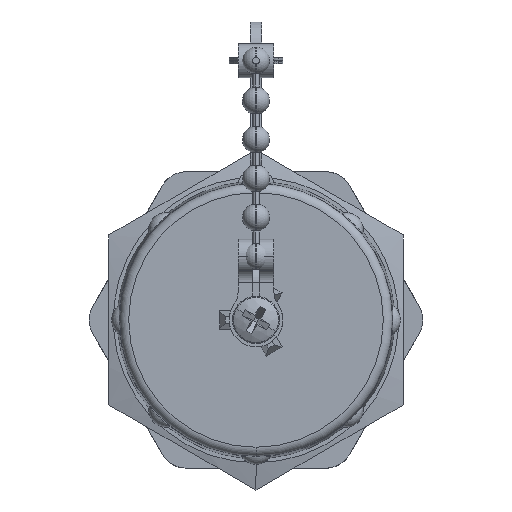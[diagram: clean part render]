
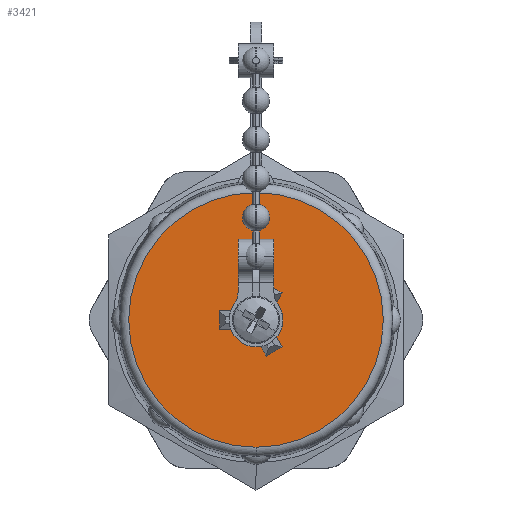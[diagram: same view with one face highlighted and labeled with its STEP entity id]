
A CAD part, left-side view. The second image highlights one B-rep face of the part: STEP entity #3421.
In plain terms, the highlighted face is planar.
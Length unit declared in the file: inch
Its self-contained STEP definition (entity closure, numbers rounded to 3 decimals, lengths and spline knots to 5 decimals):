
#493 = DIRECTION ( 'NONE',  ( 0., 0.5, -0.866 ) ) ;
#2146 = ORIENTED_EDGE ( 'NONE', *, *, #67368, .F. ) ;
#2168 = LINE ( 'NONE', #40689, #38815 ) ;
#2698 = CARTESIAN_POINT ( 'NONE',  ( 0.63, 0., -0.0875 ) ) ;
#3421 = ADVANCED_FACE ( 'NONE', ( #15067, #27884 ), #35788, .T. ) ;
#3686 = VERTEX_POINT ( 'NONE', #7974 ) ;
#3930 = VERTEX_POINT ( 'NONE', #11739 ) ;
#4281 = EDGE_LOOP ( 'NONE', ( #69427, #67071 ) ) ;
#4388 = EDGE_CURVE ( 'NONE', #22426, #69565, #37879, .T. ) ;
#4751 = CIRCLE ( 'NONE', #21505, 0.5597 ) ;
#5867 = CARTESIAN_POINT ( 'NONE',  ( 0.63, -0.03464, -0.02 ) ) ;
#5961 = VERTEX_POINT ( 'NONE', #56854 ) ;
#6091 = ORIENTED_EDGE ( 'NONE', *, *, #35528, .F. ) ;
#6339 = CARTESIAN_POINT ( 'NONE',  ( 0.63, 0., 0. ) ) ;
#6886 = AXIS2_PLACEMENT_3D ( 'NONE', #6339, #47191, #58459 ) ;
#7609 = EDGE_CURVE ( 'NONE', #43477, #3686, #13866, .T. ) ;
#7974 = CARTESIAN_POINT ( 'NONE',  ( 0.63, 0.07782, -0.04 ) ) ;
#8630 = CARTESIAN_POINT ( 'NONE',  ( 0.63, 0., 0.0875 ) ) ;
#10871 = CARTESIAN_POINT ( 'NONE',  ( 0.63, -0.04536, 0.15856 ) ) ;
#10947 = EDGE_CURVE ( 'NONE', #20240, #22426, #74424, .T. ) ;
#11314 = DIRECTION ( 'NONE',  ( 0., 0., -1. ) ) ;
#11739 = CARTESIAN_POINT ( 'NONE',  ( 0.63, 0., 0.5597 ) ) ;
#11754 = DIRECTION ( 'NONE',  ( 0., -0.5, -0.866 ) ) ;
#11981 = EDGE_CURVE ( 'NONE', #59270, #31105, #48777, .T. ) ;
#12266 = LINE ( 'NONE', #15150, #54336 ) ;
#12506 = CARTESIAN_POINT ( 'NONE',  ( 0.63, 0.03464, -0.02 ) ) ;
#12744 = CARTESIAN_POINT ( 'NONE',  ( 0.63, 0., 0. ) ) ;
#13258 = DIRECTION ( 'NONE',  ( 0., -0.5, 0.866 ) ) ;
#13594 = DIRECTION ( 'NONE',  ( 1., 0., 0. ) ) ;
#13866 = CIRCLE ( 'NONE', #62885, 0.0875 ) ;
#14261 = CARTESIAN_POINT ( 'NONE',  ( 0.63, 0.16, -0.04 ) ) ;
#15067 = FACE_OUTER_BOUND ( 'NONE', #4281, .T. ) ;
#15136 = EDGE_CURVE ( 'NONE', #67456, #43477, #18344, .T. ) ;
#15150 = CARTESIAN_POINT ( 'NONE',  ( 0.63, 0., -0.04 ) ) ;
#15461 = ORIENTED_EDGE ( 'NONE', *, *, #64991, .F. ) ;
#16920 = EDGE_CURVE ( 'NONE', #42945, #51326, #38499, .T. ) ;
#16957 = CARTESIAN_POINT ( 'NONE',  ( 0.63, -0.00427, -0.0874 ) ) ;
#17547 = VERTEX_POINT ( 'NONE', #14261 ) ;
#17940 = DIRECTION ( 'NONE',  ( 0., 0.866, -0.5 ) ) ;
#18344 = CIRCLE ( 'NONE', #6886, 0.0875 ) ;
#19750 = CARTESIAN_POINT ( 'NONE',  ( 0.63, 0., 0. ) ) ;
#20240 = VERTEX_POINT ( 'NONE', #8630 ) ;
#20465 = VECTOR ( 'NONE', #59954, 39.37008 ) ;
#21505 = AXIS2_PLACEMENT_3D ( 'NONE', #45394, #73996, #62517 ) ;
#21802 = CARTESIAN_POINT ( 'NONE',  ( 0.63, -0.07355, -0.0474 ) ) ;
#22292 = EDGE_CURVE ( 'NONE', #5961, #67456, #34363, .T. ) ;
#22426 = VERTEX_POINT ( 'NONE', #49029 ) ;
#23263 = LINE ( 'NONE', #34984, #52521 ) ;
#24510 = CARTESIAN_POINT ( 'NONE',  ( 0.63, -0.11464, 0.11856 ) ) ;
#24562 = ORIENTED_EDGE ( 'NONE', *, *, #11981, .F. ) ;
#25059 = EDGE_CURVE ( 'NONE', #17547, #35746, #2168, .T. ) ;
#27586 = CARTESIAN_POINT ( 'NONE',  ( 0.63, 0., 0. ) ) ;
#27884 = FACE_BOUND ( 'NONE', #71812, .T. ) ;
#28934 = DIRECTION ( 'NONE',  ( 0., 0., 1. ) ) ;
#29110 = VERTEX_POINT ( 'NONE', #37351 ) ;
#29463 = CARTESIAN_POINT ( 'NONE',  ( 0.63, 0., 0. ) ) ;
#29571 = VECTOR ( 'NONE', #11754, 39.37008 ) ;
#30890 = DIRECTION ( 'NONE',  ( 0., 0.5, 0.866 ) ) ;
#31105 = VERTEX_POINT ( 'NONE', #62341 ) ;
#32512 = DIRECTION ( 'NONE',  ( 0., 1., 0. ) ) ;
#33926 = VECTOR ( 'NONE', #493, 39.37008 ) ;
#34363 = LINE ( 'NONE', #12506, #63596 ) ;
#34408 = ORIENTED_EDGE ( 'NONE', *, *, #64668, .F. ) ;
#34984 = CARTESIAN_POINT ( 'NONE',  ( 0.63, -0.11464, 0.11856 ) ) ;
#35363 = DIRECTION ( 'NONE',  ( 1., 0., 0. ) ) ;
#35528 = EDGE_CURVE ( 'NONE', #51326, #59270, #46985, .T. ) ;
#35746 = VERTEX_POINT ( 'NONE', #38617 ) ;
#35788 = PLANE ( 'NONE',  #47442 ) ;
#36724 = CARTESIAN_POINT ( 'NONE',  ( 0.63, 0., 0.04 ) ) ;
#37351 = CARTESIAN_POINT ( 'NONE',  ( 0.63, 0.07782, 0.04 ) ) ;
#37398 = DIRECTION ( 'NONE',  ( 0., 0., -1. ) ) ;
#37431 = EDGE_CURVE ( 'NONE', #3930, #60884, #46773, .T. ) ;
#37674 = CIRCLE ( 'NONE', #46163, 0.0875 ) ;
#37879 = LINE ( 'NONE', #54896, #62550 ) ;
#38312 = ORIENTED_EDGE ( 'NONE', *, *, #7609, .F. ) ;
#38499 = LINE ( 'NONE', #5867, #33926 ) ;
#38617 = CARTESIAN_POINT ( 'NONE',  ( 0.63, 0.16, 0.04 ) ) ;
#38725 = VECTOR ( 'NONE', #17940, 39.37008 ) ;
#38815 = VECTOR ( 'NONE', #28934, 39.37008 ) ;
#40689 = CARTESIAN_POINT ( 'NONE',  ( 0.63, 0.16, 0.04 ) ) ;
#42607 = ORIENTED_EDGE ( 'NONE', *, *, #4388, .F. ) ;
#42637 = DIRECTION ( 'NONE',  ( 1., 0., 0. ) ) ;
#42945 = VERTEX_POINT ( 'NONE', #24510 ) ;
#43215 = CARTESIAN_POINT ( 'NONE',  ( 0.63, 0., 0. ) ) ;
#43477 = VERTEX_POINT ( 'NONE', #2698 ) ;
#44178 = LINE ( 'NONE', #47061, #38725 ) ;
#44494 = AXIS2_PLACEMENT_3D ( 'NONE', #19750, #60376, #37398 ) ;
#44821 = DIRECTION ( 'NONE',  ( 0., 0., -1. ) ) ;
#45394 = CARTESIAN_POINT ( 'NONE',  ( 0.63, 0., 0. ) ) ;
#45598 = ORIENTED_EDGE ( 'NONE', *, *, #10947, .F. ) ;
#45697 = ORIENTED_EDGE ( 'NONE', *, *, #15136, .F. ) ;
#46163 = AXIS2_PLACEMENT_3D ( 'NONE', #68066, #73933, #44821 ) ;
#46604 = AXIS2_PLACEMENT_3D ( 'NONE', #27586, #62325, #56727 ) ;
#46753 = CARTESIAN_POINT ( 'NONE',  ( 0.63, -0.03464, 0.02 ) ) ;
#46773 = CIRCLE ( 'NONE', #51805, 0.5597 ) ;
#46985 = CIRCLE ( 'NONE', #46604, 0.0875 ) ;
#47061 = CARTESIAN_POINT ( 'NONE',  ( 0.63, -0.04536, -0.15856 ) ) ;
#47191 = DIRECTION ( 'NONE',  ( 1., 0., 0. ) ) ;
#47217 = ORIENTED_EDGE ( 'NONE', *, *, #22292, .F. ) ;
#47442 = AXIS2_PLACEMENT_3D ( 'NONE', #12744, #42637, #71196 ) ;
#47791 = CARTESIAN_POINT ( 'NONE',  ( 0.63, 0., -0.5597 ) ) ;
#47899 = LINE ( 'NONE', #36724, #20465 ) ;
#48339 = EDGE_CURVE ( 'NONE', #29110, #20240, #37674, .T. ) ;
#48777 = LINE ( 'NONE', #46753, #29571 ) ;
#49029 = CARTESIAN_POINT ( 'NONE',  ( 0.63, -0.00427, 0.0874 ) ) ;
#51326 = VERTEX_POINT ( 'NONE', #58620 ) ;
#51562 = ORIENTED_EDGE ( 'NONE', *, *, #16920, .F. ) ;
#51805 = AXIS2_PLACEMENT_3D ( 'NONE', #29463, #35363, #11314 ) ;
#52521 = VECTOR ( 'NONE', #57971, 39.37008 ) ;
#54336 = VECTOR ( 'NONE', #32512, 39.37008 ) ;
#54896 = CARTESIAN_POINT ( 'NONE',  ( 0.63, 0.03464, 0.02 ) ) ;
#55159 = ORIENTED_EDGE ( 'NONE', *, *, #48339, .F. ) ;
#56727 = DIRECTION ( 'NONE',  ( 0., 0., -1. ) ) ;
#56854 = CARTESIAN_POINT ( 'NONE',  ( 0.63, -0.04536, -0.15856 ) ) ;
#57431 = EDGE_CURVE ( 'NONE', #3686, #17547, #12266, .T. ) ;
#57971 = DIRECTION ( 'NONE',  ( 0., -0.866, -0.5 ) ) ;
#58459 = DIRECTION ( 'NONE',  ( 0., 0., -1. ) ) ;
#58620 = CARTESIAN_POINT ( 'NONE',  ( 0.63, -0.07355, 0.0474 ) ) ;
#59270 = VERTEX_POINT ( 'NONE', #21802 ) ;
#59954 = DIRECTION ( 'NONE',  ( 0., -1., 0. ) ) ;
#60376 = DIRECTION ( 'NONE',  ( 1., 0., 0. ) ) ;
#60868 = DIRECTION ( 'NONE',  ( 0., 0., -1. ) ) ;
#60884 = VERTEX_POINT ( 'NONE', #47791 ) ;
#62325 = DIRECTION ( 'NONE',  ( 1., 0., 0. ) ) ;
#62341 = CARTESIAN_POINT ( 'NONE',  ( 0.63, -0.11464, -0.11856 ) ) ;
#62517 = DIRECTION ( 'NONE',  ( 0., 0., -1. ) ) ;
#62550 = VECTOR ( 'NONE', #13258, 39.37008 ) ;
#62885 = AXIS2_PLACEMENT_3D ( 'NONE', #43215, #13594, #60868 ) ;
#63596 = VECTOR ( 'NONE', #30890, 39.37008 ) ;
#64668 = EDGE_CURVE ( 'NONE', #69565, #42945, #23263, .T. ) ;
#64991 = EDGE_CURVE ( 'NONE', #35746, #29110, #47899, .T. ) ;
#67071 = ORIENTED_EDGE ( 'NONE', *, *, #37431, .T. ) ;
#67368 = EDGE_CURVE ( 'NONE', #31105, #5961, #44178, .T. ) ;
#67456 = VERTEX_POINT ( 'NONE', #16957 ) ;
#68066 = CARTESIAN_POINT ( 'NONE',  ( 0.63, 0., 0. ) ) ;
#69138 = EDGE_CURVE ( 'NONE', #60884, #3930, #4751, .T. ) ;
#69427 = ORIENTED_EDGE ( 'NONE', *, *, #69138, .T. ) ;
#69565 = VERTEX_POINT ( 'NONE', #10871 ) ;
#71196 = DIRECTION ( 'NONE',  ( 0., 0., -1. ) ) ;
#71812 = EDGE_LOOP ( 'NONE', ( #6091, #51562, #34408, #42607, #45598, #55159, #15461, #72049, #74292, #38312, #45697, #47217, #2146, #24562 ) ) ;
#72049 = ORIENTED_EDGE ( 'NONE', *, *, #25059, .F. ) ;
#73933 = DIRECTION ( 'NONE',  ( 1., 0., 0. ) ) ;
#73996 = DIRECTION ( 'NONE',  ( 1., 0., 0. ) ) ;
#74292 = ORIENTED_EDGE ( 'NONE', *, *, #57431, .F. ) ;
#74424 = CIRCLE ( 'NONE', #44494, 0.0875 ) ;
